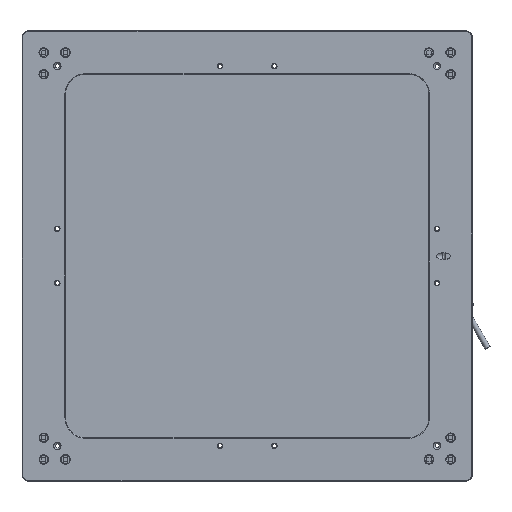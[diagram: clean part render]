
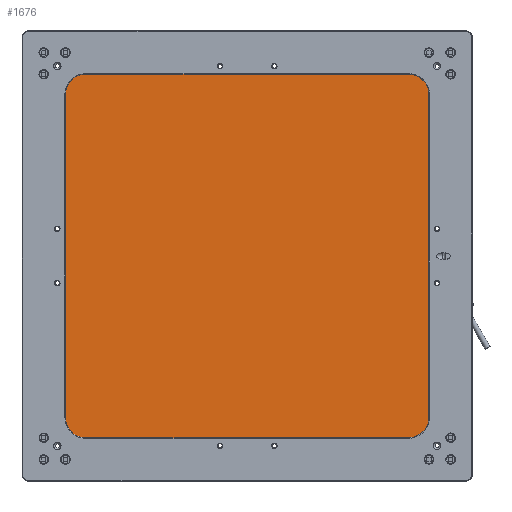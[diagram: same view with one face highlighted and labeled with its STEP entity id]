
A CAD part, front view. The second image highlights one B-rep face of the part: STEP entity #1676.
In plain terms, the highlighted planar face has unit normal (0, -1, 0).
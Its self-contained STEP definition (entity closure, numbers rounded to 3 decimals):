
#1676=ADVANCED_FACE('',(#2286,#2287,#2288,#2289,#2290,#2291,#2292,#2293,
#2294,#2295,#2296,#2297,#2298),#2013,.T.);
#2013=PLANE('',#11624);
#2286=FACE_BOUND('',#2980,.T.);
#2287=FACE_BOUND('',#2981,.T.);
#2288=FACE_BOUND('',#2982,.T.);
#2289=FACE_BOUND('',#2983,.T.);
#2290=FACE_BOUND('',#2984,.T.);
#2291=FACE_BOUND('',#2985,.T.);
#2292=FACE_BOUND('',#2986,.T.);
#2293=FACE_BOUND('',#2987,.T.);
#2294=FACE_BOUND('',#2988,.T.);
#2295=FACE_BOUND('',#2989,.T.);
#2296=FACE_BOUND('',#2990,.T.);
#2297=FACE_BOUND('',#2991,.T.);
#2298=FACE_BOUND('',#2992,.T.);
#2980=EDGE_LOOP('',(#5697,#5698,#5699,#5700,#5701,#5702,#5703,#5704));
#2981=EDGE_LOOP('',(#5705));
#2982=EDGE_LOOP('',(#5706));
#2983=EDGE_LOOP('',(#5707));
#2984=EDGE_LOOP('',(#5708));
#2985=EDGE_LOOP('',(#5709));
#2986=EDGE_LOOP('',(#5710));
#2987=EDGE_LOOP('',(#5711));
#2988=EDGE_LOOP('',(#5712));
#2989=EDGE_LOOP('',(#5713));
#2990=EDGE_LOOP('',(#5714));
#2991=EDGE_LOOP('',(#5715));
#2992=EDGE_LOOP('',(#5716));
#5697=ORIENTED_EDGE('',*,*,#8305,.T.);
#5698=ORIENTED_EDGE('',*,*,#8309,.T.);
#5699=ORIENTED_EDGE('',*,*,#8312,.T.);
#5700=ORIENTED_EDGE('',*,*,#8315,.T.);
#5701=ORIENTED_EDGE('',*,*,#8318,.T.);
#5702=ORIENTED_EDGE('',*,*,#8321,.T.);
#5703=ORIENTED_EDGE('',*,*,#8324,.T.);
#5704=ORIENTED_EDGE('',*,*,#8348,.T.);
#5705=ORIENTED_EDGE('',*,*,#8345,.F.);
#5706=ORIENTED_EDGE('',*,*,#8343,.F.);
#5707=ORIENTED_EDGE('',*,*,#8341,.F.);
#5708=ORIENTED_EDGE('',*,*,#8339,.F.);
#5709=ORIENTED_EDGE('',*,*,#8337,.F.);
#5710=ORIENTED_EDGE('',*,*,#8335,.F.);
#5711=ORIENTED_EDGE('',*,*,#8333,.F.);
#5712=ORIENTED_EDGE('',*,*,#8331,.F.);
#5713=ORIENTED_EDGE('',*,*,#8329,.F.);
#5714=ORIENTED_EDGE('',*,*,#8327,.F.);
#5715=ORIENTED_EDGE('',*,*,#8325,.F.);
#5716=ORIENTED_EDGE('',*,*,#8349,.F.);
#6870=VERTEX_POINT('',#20238);
#6871=VERTEX_POINT('',#20240);
#6873=VERTEX_POINT('',#20246);
#6875=VERTEX_POINT('',#20252);
#6877=VERTEX_POINT('',#20258);
#6879=VERTEX_POINT('',#20264);
#6881=VERTEX_POINT('',#20270);
#6883=VERTEX_POINT('',#20276);
#6884=VERTEX_POINT('',#20280);
#6886=VERTEX_POINT('',#20285);
#6888=VERTEX_POINT('',#20290);
#6890=VERTEX_POINT('',#20295);
#6892=VERTEX_POINT('',#20300);
#6894=VERTEX_POINT('',#20305);
#6896=VERTEX_POINT('',#20310);
#6898=VERTEX_POINT('',#20315);
#6900=VERTEX_POINT('',#20320);
#6902=VERTEX_POINT('',#20325);
#6904=VERTEX_POINT('',#20330);
#6906=VERTEX_POINT('',#20338);
#8305=EDGE_CURVE('',#6871,#6870,#9710,.T.);
#8309=EDGE_CURVE('',#6870,#6873,#8818,.T.);
#8312=EDGE_CURVE('',#6873,#6875,#9715,.T.);
#8315=EDGE_CURVE('',#6875,#6877,#8820,.T.);
#8318=EDGE_CURVE('',#6877,#6879,#9719,.T.);
#8321=EDGE_CURVE('',#6879,#6881,#8822,.T.);
#8324=EDGE_CURVE('',#6881,#6883,#9723,.T.);
#8325=EDGE_CURVE('',#6884,#6884,#8823,.T.);
#8327=EDGE_CURVE('',#6886,#6886,#8825,.T.);
#8329=EDGE_CURVE('',#6888,#6888,#8827,.T.);
#8331=EDGE_CURVE('',#6890,#6890,#8829,.T.);
#8333=EDGE_CURVE('',#6892,#6892,#8831,.T.);
#8335=EDGE_CURVE('',#6894,#6894,#8833,.T.);
#8337=EDGE_CURVE('',#6896,#6896,#8835,.T.);
#8339=EDGE_CURVE('',#6898,#6898,#8837,.T.);
#8341=EDGE_CURVE('',#6900,#6900,#8839,.T.);
#8343=EDGE_CURVE('',#6902,#6902,#8841,.T.);
#8345=EDGE_CURVE('',#6904,#6904,#8843,.T.);
#8348=EDGE_CURVE('',#6883,#6871,#8846,.T.);
#8349=EDGE_CURVE('',#6906,#6906,#8847,.T.);
#8818=CIRCLE('',#11574,2.);
#8820=CIRCLE('',#11578,2.);
#8822=CIRCLE('',#11582,2.);
#8823=CIRCLE('',#11585,1.7);
#8825=CIRCLE('',#11588,1.7);
#8827=CIRCLE('',#11591,1.7);
#8829=CIRCLE('',#11594,1.7);
#8831=CIRCLE('',#11597,1.7);
#8833=CIRCLE('',#11600,1.7);
#8835=CIRCLE('',#11603,1.7);
#8837=CIRCLE('',#11606,1.7);
#8839=CIRCLE('',#11609,1.7);
#8841=CIRCLE('',#11612,1.7);
#8843=CIRCLE('',#11615,1.7);
#8846=CIRCLE('',#11619,2.);
#8847=CIRCLE('',#11621,1.7);
#9710=LINE('',#20239,#10598);
#9715=LINE('',#20253,#10603);
#9719=LINE('',#20265,#10607);
#9723=LINE('',#20277,#10611);
#10598=VECTOR('',#14288,1.);
#10603=VECTOR('',#14301,1.);
#10607=VECTOR('',#14313,1.);
#10611=VECTOR('',#14325,1.);
#11574=AXIS2_PLACEMENT_3D('',#20247,#14295,#14296);
#11578=AXIS2_PLACEMENT_3D('',#20259,#14307,#14308);
#11582=AXIS2_PLACEMENT_3D('',#20271,#14319,#14320);
#11585=AXIS2_PLACEMENT_3D('',#20279,#14328,#14329);
#11588=AXIS2_PLACEMENT_3D('',#20284,#14334,#14335);
#11591=AXIS2_PLACEMENT_3D('',#20289,#14340,#14341);
#11594=AXIS2_PLACEMENT_3D('',#20294,#14346,#14347);
#11597=AXIS2_PLACEMENT_3D('',#20299,#14352,#14353);
#11600=AXIS2_PLACEMENT_3D('',#20304,#14358,#14359);
#11603=AXIS2_PLACEMENT_3D('',#20309,#14364,#14365);
#11606=AXIS2_PLACEMENT_3D('',#20314,#14370,#14371);
#11609=AXIS2_PLACEMENT_3D('',#20319,#14376,#14377);
#11612=AXIS2_PLACEMENT_3D('',#20324,#14382,#14383);
#11615=AXIS2_PLACEMENT_3D('',#20329,#14388,#14389);
#11619=AXIS2_PLACEMENT_3D('',#20335,#14396,#14397);
#11621=AXIS2_PLACEMENT_3D('',#20337,#14400,#14401);
#11624=AXIS2_PLACEMENT_3D('',#20342,#14406,#14407);
#14288=DIRECTION('',(0.,0.,-1.));
#14295=DIRECTION('',(0.,-1.,0.));
#14296=DIRECTION('',(1.,0.,0.));
#14301=DIRECTION('',(1.,0.,0.));
#14307=DIRECTION('',(0.,-1.,0.));
#14308=DIRECTION('',(1.,0.,0.));
#14313=DIRECTION('',(0.,0.,1.));
#14319=DIRECTION('',(0.,-1.,0.));
#14320=DIRECTION('',(1.,0.,0.));
#14325=DIRECTION('',(-1.,0.,0.));
#14328=DIRECTION('',(0.,-1.,0.));
#14329=DIRECTION('',(1.,0.,0.));
#14334=DIRECTION('',(0.,-1.,0.));
#14335=DIRECTION('',(1.,0.,0.));
#14340=DIRECTION('',(0.,-1.,0.));
#14341=DIRECTION('',(1.,0.,0.));
#14346=DIRECTION('',(0.,-1.,0.));
#14347=DIRECTION('',(1.,0.,0.));
#14352=DIRECTION('',(0.,-1.,0.));
#14353=DIRECTION('',(1.,0.,0.));
#14358=DIRECTION('',(0.,-1.,0.));
#14359=DIRECTION('',(1.,0.,0.));
#14364=DIRECTION('',(0.,-1.,0.));
#14365=DIRECTION('',(1.,0.,0.));
#14370=DIRECTION('',(0.,-1.,0.));
#14371=DIRECTION('',(1.,0.,0.));
#14376=DIRECTION('',(0.,-1.,0.));
#14377=DIRECTION('',(1.,0.,0.));
#14382=DIRECTION('',(0.,-1.,0.));
#14383=DIRECTION('',(1.,0.,0.));
#14388=DIRECTION('',(0.,-1.,0.));
#14389=DIRECTION('',(1.,0.,0.));
#14396=DIRECTION('',(0.,-1.,0.));
#14397=DIRECTION('',(1.,0.,0.));
#14400=DIRECTION('',(0.,-1.,0.));
#14401=DIRECTION('',(1.,0.,0.));
#14406=DIRECTION('',(0.,-1.,0.));
#14407=DIRECTION('',(1.,0.,0.));
#20238=CARTESIAN_POINT('',(-687.5,4.,-135.517));
#20239=CARTESIAN_POINT('',(-687.5,4.,155.483));
#20240=CARTESIAN_POINT('',(-687.5,4.,155.483));
#20246=CARTESIAN_POINT('',(-685.5,4.,-137.517));
#20247=CARTESIAN_POINT('',(-685.5,4.,-135.517));
#20252=CARTESIAN_POINT('',(-394.5,4.,-137.517));
#20253=CARTESIAN_POINT('',(-685.5,4.,-137.517));
#20258=CARTESIAN_POINT('',(-392.5,4.,-135.517));
#20259=CARTESIAN_POINT('',(-394.5,4.,-135.517));
#20264=CARTESIAN_POINT('',(-392.5,4.,155.483));
#20265=CARTESIAN_POINT('',(-392.5,4.,-135.517));
#20270=CARTESIAN_POINT('',(-394.5,4.,157.483));
#20271=CARTESIAN_POINT('',(-394.5,4.,155.483));
#20276=CARTESIAN_POINT('',(-685.5,4.,157.483));
#20277=CARTESIAN_POINT('',(-394.5,4.,157.483));
#20279=CARTESIAN_POINT('',(-400.,4.,29.983));
#20280=CARTESIAN_POINT('',(-398.3,4.,29.983));
#20284=CARTESIAN_POINT('',(-400.,4.,-10.017));
#20285=CARTESIAN_POINT('',(-398.3,4.,-10.017));
#20289=CARTESIAN_POINT('',(-400.,4.,-130.017));
#20290=CARTESIAN_POINT('',(-398.3,4.,-130.017));
#20294=CARTESIAN_POINT('',(-520.,4.,149.983));
#20295=CARTESIAN_POINT('',(-518.3,4.,149.983));
#20299=CARTESIAN_POINT('',(-520.,4.,-130.017));
#20300=CARTESIAN_POINT('',(-518.3,4.,-130.017));
#20304=CARTESIAN_POINT('',(-560.,4.,149.983));
#20305=CARTESIAN_POINT('',(-558.3,4.,149.983));
#20309=CARTESIAN_POINT('',(-560.,4.,-130.017));
#20310=CARTESIAN_POINT('',(-558.3,4.,-130.017));
#20314=CARTESIAN_POINT('',(-680.,4.,149.983));
#20315=CARTESIAN_POINT('',(-678.3,4.,149.983));
#20319=CARTESIAN_POINT('',(-680.,4.,29.983));
#20320=CARTESIAN_POINT('',(-678.3,4.,29.983));
#20324=CARTESIAN_POINT('',(-680.,4.,-10.017));
#20325=CARTESIAN_POINT('',(-678.3,4.,-10.017));
#20329=CARTESIAN_POINT('',(-680.,4.,-130.017));
#20330=CARTESIAN_POINT('',(-678.3,4.,-130.017));
#20335=CARTESIAN_POINT('',(-685.5,4.,155.483));
#20337=CARTESIAN_POINT('',(-400.,4.,149.983));
#20338=CARTESIAN_POINT('',(-398.3,4.,149.983));
#20342=CARTESIAN_POINT('',(-685.5,4.,-135.517));
